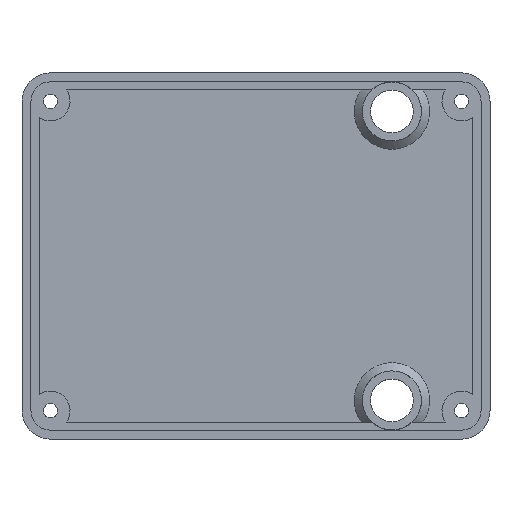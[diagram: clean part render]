
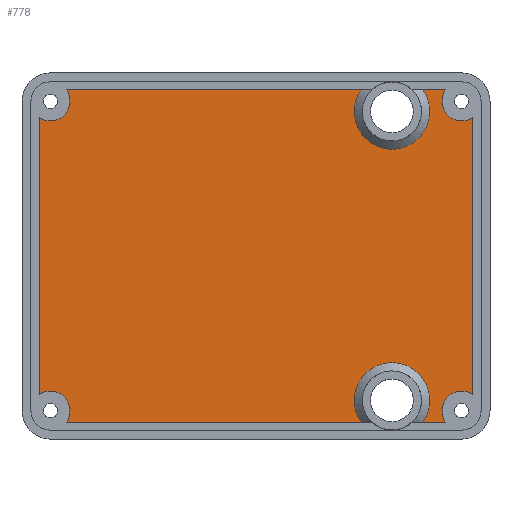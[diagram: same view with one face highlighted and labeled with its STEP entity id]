
A CAD part, top view. The second image highlights one B-rep face of the part: STEP entity #778.
In plain terms, the highlighted planar face has unit normal (0, 0, 1).
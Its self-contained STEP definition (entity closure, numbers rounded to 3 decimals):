
#49=LINE('',#1199,#111);
#50=LINE('',#1203,#112);
#51=LINE('',#1207,#113);
#52=LINE('',#1211,#114);
#53=LINE('',#1215,#115);
#54=LINE('',#1218,#116);
#111=VECTOR('',#941,10.);
#112=VECTOR('',#944,10.);
#113=VECTOR('',#947,10.);
#114=VECTOR('',#950,10.);
#115=VECTOR('',#953,10.);
#116=VECTOR('',#956,10.);
#173=PLANE('',#839);
#194=FACE_OUTER_BOUND('',#238,.T.);
#238=EDGE_LOOP('',(#546,#547,#548,#549,#550,#551,#552,#553,#554,#555,#556,
#557));
#295=CIRCLE('',#836,9.25);
#298=CIRCLE('',#840,4.8);
#299=CIRCLE('',#841,4.8);
#300=CIRCLE('',#842,9.25);
#301=CIRCLE('',#843,4.8);
#302=CIRCLE('',#844,4.8);
#349=VERTEX_POINT('',#1183);
#351=VERTEX_POINT('',#1188);
#354=VERTEX_POINT('',#1198);
#355=VERTEX_POINT('',#1200);
#356=VERTEX_POINT('',#1202);
#357=VERTEX_POINT('',#1204);
#358=VERTEX_POINT('',#1206);
#359=VERTEX_POINT('',#1208);
#360=VERTEX_POINT('',#1210);
#361=VERTEX_POINT('',#1212);
#362=VERTEX_POINT('',#1214);
#363=VERTEX_POINT('',#1216);
#426=EDGE_CURVE('',#349,#351,#295,.T.);
#430=EDGE_CURVE('',#349,#354,#49,.T.);
#431=EDGE_CURVE('',#354,#355,#298,.T.);
#432=EDGE_CURVE('',#355,#356,#50,.T.);
#433=EDGE_CURVE('',#356,#357,#299,.T.);
#434=EDGE_CURVE('',#357,#358,#51,.T.);
#435=EDGE_CURVE('',#359,#358,#300,.T.);
#436=EDGE_CURVE('',#359,#360,#52,.T.);
#437=EDGE_CURVE('',#360,#361,#301,.T.);
#438=EDGE_CURVE('',#361,#362,#53,.T.);
#439=EDGE_CURVE('',#362,#363,#302,.T.);
#440=EDGE_CURVE('',#363,#351,#54,.T.);
#546=ORIENTED_EDGE('',*,*,#426,.F.);
#547=ORIENTED_EDGE('',*,*,#430,.T.);
#548=ORIENTED_EDGE('',*,*,#431,.T.);
#549=ORIENTED_EDGE('',*,*,#432,.T.);
#550=ORIENTED_EDGE('',*,*,#433,.T.);
#551=ORIENTED_EDGE('',*,*,#434,.T.);
#552=ORIENTED_EDGE('',*,*,#435,.F.);
#553=ORIENTED_EDGE('',*,*,#436,.T.);
#554=ORIENTED_EDGE('',*,*,#437,.T.);
#555=ORIENTED_EDGE('',*,*,#438,.T.);
#556=ORIENTED_EDGE('',*,*,#439,.T.);
#557=ORIENTED_EDGE('',*,*,#440,.T.);
#778=ADVANCED_FACE('',(#194),#173,.T.);
#836=AXIS2_PLACEMENT_3D('',#1189,#933,#934);
#839=AXIS2_PLACEMENT_3D('',#1197,#939,#940);
#840=AXIS2_PLACEMENT_3D('',#1201,#942,#943);
#841=AXIS2_PLACEMENT_3D('',#1205,#945,#946);
#842=AXIS2_PLACEMENT_3D('',#1209,#948,#949);
#843=AXIS2_PLACEMENT_3D('',#1213,#951,#952);
#844=AXIS2_PLACEMENT_3D('',#1217,#954,#955);
#933=DIRECTION('center_axis',(0.,0.,1.));
#934=DIRECTION('ref_axis',(-1.,0.,0.));
#939=DIRECTION('center_axis',(0.,0.,1.));
#940=DIRECTION('ref_axis',(1.,0.,0.));
#941=DIRECTION('',(1.,0.,0.));
#942=DIRECTION('center_axis',(0.,0.,-1.));
#943=DIRECTION('ref_axis',(-1.,0.,0.));
#944=DIRECTION('',(0.,1.,0.));
#945=DIRECTION('center_axis',(0.,0.,-1.));
#946=DIRECTION('ref_axis',(-1.,0.,0.));
#947=DIRECTION('',(-1.,0.,0.));
#948=DIRECTION('center_axis',(0.,0.,1.));
#949=DIRECTION('ref_axis',(-1.,0.,0.));
#950=DIRECTION('',(-1.,0.,0.));
#951=DIRECTION('center_axis',(0.,0.,-1.));
#952=DIRECTION('ref_axis',(-1.,0.,0.));
#953=DIRECTION('',(0.,-1.,0.));
#954=DIRECTION('center_axis',(0.,0.,-1.));
#955=DIRECTION('ref_axis',(-1.,0.,0.));
#956=DIRECTION('',(1.,0.,0.));
#1183=CARTESIAN_POINT('',(98.481,4.2,1.));
#1188=CARTESIAN_POINT('',(83.319,4.2,1.));
#1189=CARTESIAN_POINT('Origin',(90.9,9.5,1.));
#1197=CARTESIAN_POINT('Origin',(57.5,45.,1.));
#1198=CARTESIAN_POINT('',(104.101,4.2,1.));
#1199=CARTESIAN_POINT('',(80.801,4.2,1.));
#1200=CARTESIAN_POINT('',(110.8,10.899,1.));
#1201=CARTESIAN_POINT('Origin',(108.,7.,1.));
#1202=CARTESIAN_POINT('',(110.8,79.101,1.));
#1203=CARTESIAN_POINT('',(110.8,62.051,1.));
#1204=CARTESIAN_POINT('',(104.101,85.8,1.));
#1205=CARTESIAN_POINT('Origin',(108.,83.,1.));
#1206=CARTESIAN_POINT('',(98.481,85.8,1.));
#1207=CARTESIAN_POINT('',(34.199,85.8,1.));
#1208=CARTESIAN_POINT('',(83.319,85.8,1.));
#1209=CARTESIAN_POINT('Origin',(90.9,80.5,1.));
#1210=CARTESIAN_POINT('',(10.899,85.8,1.));
#1211=CARTESIAN_POINT('',(34.199,85.8,1.));
#1212=CARTESIAN_POINT('',(4.2,79.101,1.));
#1213=CARTESIAN_POINT('Origin',(7.,83.,1.));
#1214=CARTESIAN_POINT('',(4.2,10.899,1.));
#1215=CARTESIAN_POINT('',(4.2,27.949,1.));
#1216=CARTESIAN_POINT('',(10.899,4.2,1.));
#1217=CARTESIAN_POINT('Origin',(7.,7.,1.));
#1218=CARTESIAN_POINT('',(80.801,4.2,1.));
